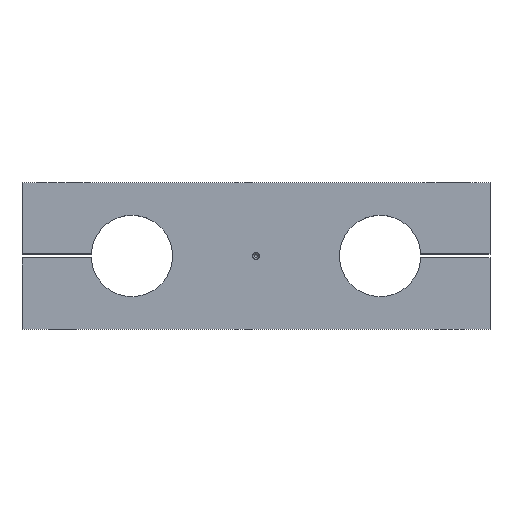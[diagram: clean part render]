
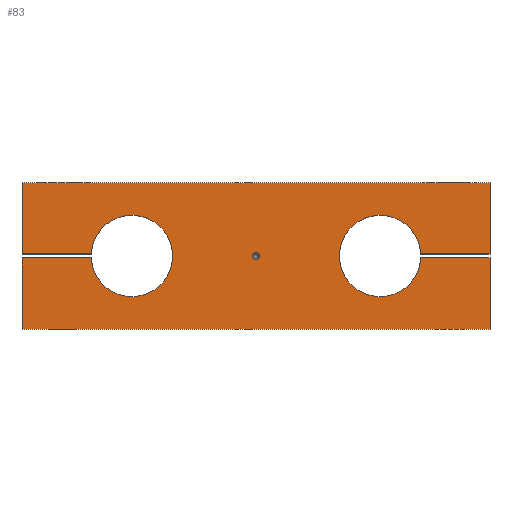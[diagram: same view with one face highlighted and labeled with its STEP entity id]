
A CAD part, top view. The second image highlights one B-rep face of the part: STEP entity #83.
In plain terms, the highlighted planar face has unit normal (0, 0, 1).
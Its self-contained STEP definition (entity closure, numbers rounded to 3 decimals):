
#83 = ADVANCED_FACE( '', ( #185, #186 ), #187, .T. );
#185 = FACE_OUTER_BOUND( '', #303, .T. );
#186 = FACE_BOUND( '', #304, .T. );
#187 = PLANE( '', #305 );
#303 = EDGE_LOOP( '', ( #474, #475, #476, #477, #478, #479, #480, #481, #482, #483, #484, #485 ) );
#304 = EDGE_LOOP( '', ( #486 ) );
#305 = AXIS2_PLACEMENT_3D( '', #487, #488, #489 );
#474 = ORIENTED_EDGE( '', *, *, #606, .T. );
#475 = ORIENTED_EDGE( '', *, *, #598, .T. );
#476 = ORIENTED_EDGE( '', *, *, #587, .T. );
#477 = ORIENTED_EDGE( '', *, *, #642, .T. );
#478 = ORIENTED_EDGE( '', *, *, #643, .F. );
#479 = ORIENTED_EDGE( '', *, *, #644, .T. );
#480 = ORIENTED_EDGE( '', *, *, #645, .T. );
#481 = ORIENTED_EDGE( '', *, *, #646, .T. );
#482 = ORIENTED_EDGE( '', *, *, #623, .T. );
#483 = ORIENTED_EDGE( '', *, *, #635, .T. );
#484 = ORIENTED_EDGE( '', *, *, #647, .F. );
#485 = ORIENTED_EDGE( '', *, *, #592, .T. );
#486 = ORIENTED_EDGE( '', *, *, #628, .F. );
#487 = CARTESIAN_POINT( '', ( 61., 36., 30. ) );
#488 = DIRECTION( '', ( 0., 0., 1. ) );
#489 = DIRECTION( '', ( 1., 0., 0. ) );
#587 = EDGE_CURVE( '', #675, #673, #676, .T. );
#592 = EDGE_CURVE( '', #684, #682, #685, .T. );
#598 = EDGE_CURVE( '', #694, #675, #695, .T. );
#606 = EDGE_CURVE( '', #682, #694, #706, .T. );
#623 = EDGE_CURVE( '', #734, #732, #735, .T. );
#628 = EDGE_CURVE( '', #741, #741, #742, .T. );
#635 = EDGE_CURVE( '', #732, #751, #753, .T. );
#642 = EDGE_CURVE( '', #673, #763, #764, .T. );
#643 = EDGE_CURVE( '', #765, #763, #766, .T. );
#644 = EDGE_CURVE( '', #765, #767, #768, .T. );
#645 = EDGE_CURVE( '', #767, #769, #770, .T. );
#646 = EDGE_CURVE( '', #769, #734, #771, .T. );
#647 = EDGE_CURVE( '', #684, #751, #772, .T. );
#673 = VERTEX_POINT( '', #801 );
#675 = VERTEX_POINT( '', #804 );
#676 = LINE( '', #805, #806 );
#682 = VERTEX_POINT( '', #814 );
#684 = VERTEX_POINT( '', #817 );
#685 = LINE( '', #818, #819 );
#694 = VERTEX_POINT( '', #830 );
#695 = LINE( '', #831, #832 );
#706 = LINE( '', #845, #846 );
#732 = VERTEX_POINT( '', #878 );
#734 = VERTEX_POINT( '', #881 );
#735 = LINE( '', #882, #883 );
#741 = VERTEX_POINT( '', #890 );
#742 = CIRCLE( '', #891, 1.675 );
#751 = VERTEX_POINT( '', #900 );
#753 = LINE( '', #903, #904 );
#763 = VERTEX_POINT( '', #914 );
#764 = LINE( '', #915, #916 );
#765 = VERTEX_POINT( '', #917 );
#766 = CIRCLE( '', #918, 20. );
#767 = VERTEX_POINT( '', #919 );
#768 = LINE( '', #920, #921 );
#769 = VERTEX_POINT( '', #922 );
#770 = LINE( '', #923, #924 );
#771 = LINE( '', #925, #926 );
#772 = CIRCLE( '', #927, 20. );
#801 = CARTESIAN_POINT( '', ( 115., 35., 30. ) );
#804 = CARTESIAN_POINT( '', ( 115., 0., 30. ) );
#805 = CARTESIAN_POINT( '', ( 115., 0., 30. ) );
#806 = VECTOR( '', #957, 1000. );
#814 = CARTESIAN_POINT( '', ( -115., 35., 30. ) );
#817 = CARTESIAN_POINT( '', ( -80.975, 35., 30. ) );
#818 = CARTESIAN_POINT( '', ( -80.975, 35., 30. ) );
#819 = VECTOR( '', #961, 1000. );
#830 = CARTESIAN_POINT( '', ( -115., 0., 30. ) );
#831 = CARTESIAN_POINT( '', ( -115., 0., 30. ) );
#832 = VECTOR( '', #970, 1000. );
#845 = CARTESIAN_POINT( '', ( -115., 35., 30. ) );
#846 = VECTOR( '', #982, 1000. );
#878 = CARTESIAN_POINT( '', ( -115., 37., 30. ) );
#881 = CARTESIAN_POINT( '', ( -115., 72., 30. ) );
#882 = CARTESIAN_POINT( '', ( -115., 72., 30. ) );
#883 = VECTOR( '', #1005, 1000. );
#890 = CARTESIAN_POINT( '', ( 1.675, 36., 30. ) );
#891 = AXIS2_PLACEMENT_3D( '', #1010, #1011, #1012 );
#900 = CARTESIAN_POINT( '', ( -80.975, 37., 30. ) );
#903 = CARTESIAN_POINT( '', ( -115., 37., 30. ) );
#904 = VECTOR( '', #1023, 1000. );
#914 = CARTESIAN_POINT( '', ( 80.975, 35., 30. ) );
#915 = CARTESIAN_POINT( '', ( 115., 35., 30. ) );
#916 = VECTOR( '', #1033, 1000. );
#917 = CARTESIAN_POINT( '', ( 80.975, 37., 30. ) );
#918 = AXIS2_PLACEMENT_3D( '', #1034, #1035, #1036 );
#919 = CARTESIAN_POINT( '', ( 115., 37., 30. ) );
#920 = CARTESIAN_POINT( '', ( 80.975, 37., 30. ) );
#921 = VECTOR( '', #1037, 1000. );
#922 = CARTESIAN_POINT( '', ( 115., 72., 30. ) );
#923 = CARTESIAN_POINT( '', ( 115., 37., 30. ) );
#924 = VECTOR( '', #1038, 1000. );
#925 = CARTESIAN_POINT( '', ( 115., 72., 30. ) );
#926 = VECTOR( '', #1039, 1000. );
#927 = AXIS2_PLACEMENT_3D( '', #1040, #1041, #1042 );
#957 = DIRECTION( '', ( 0., 1., 0. ) );
#961 = DIRECTION( '', ( -1., 0., 0. ) );
#970 = DIRECTION( '', ( 1., 0., 0. ) );
#982 = DIRECTION( '', ( 0., -1., 0. ) );
#1005 = DIRECTION( '', ( 0., -1., 0. ) );
#1010 = CARTESIAN_POINT( '', ( 0., 36., 30. ) );
#1011 = DIRECTION( '', ( 0., 0., 1. ) );
#1012 = DIRECTION( '', ( 1., 0., 0. ) );
#1023 = DIRECTION( '', ( 1., 0., 0. ) );
#1033 = DIRECTION( '', ( -1., 0., 0. ) );
#1034 = CARTESIAN_POINT( '', ( 61., 36., 30. ) );
#1035 = DIRECTION( '', ( 0., 0., 1. ) );
#1036 = DIRECTION( '', ( 1., 0., 0. ) );
#1037 = DIRECTION( '', ( 1., 0., 0. ) );
#1038 = DIRECTION( '', ( 0., 1., 0. ) );
#1039 = DIRECTION( '', ( -1., 0., 0. ) );
#1040 = CARTESIAN_POINT( '', ( -61., 36., 30. ) );
#1041 = DIRECTION( '', ( 0., 0., 1. ) );
#1042 = DIRECTION( '', ( 1., 0., 0. ) );
